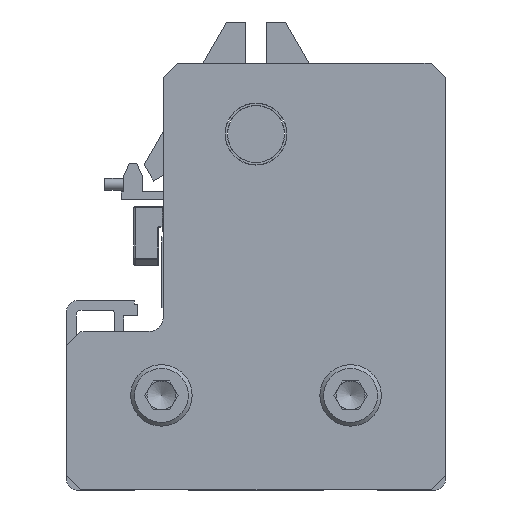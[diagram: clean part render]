
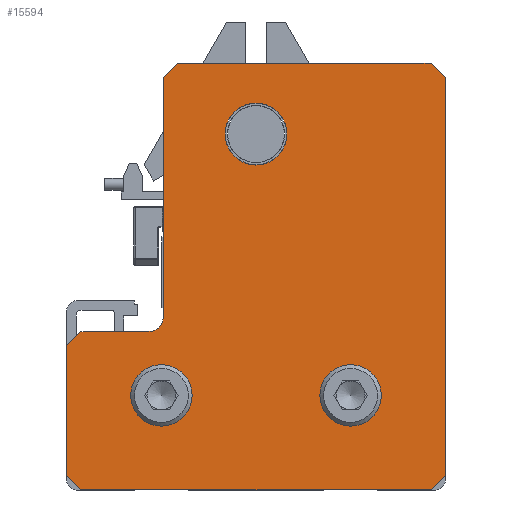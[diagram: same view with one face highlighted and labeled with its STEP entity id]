
A CAD part, left-side view. The second image highlights one B-rep face of the part: STEP entity #15594.
In plain terms, the highlighted planar face has unit normal (-1, 0, 0).
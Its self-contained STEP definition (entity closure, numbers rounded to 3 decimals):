
#346 = VECTOR ( 'NONE', #11058, 1000. ) ;
#390 = ORIENTED_EDGE ( 'NONE', *, *, #21485, .T. ) ;
#633 = VECTOR ( 'NONE', #7832, 1000. ) ;
#640 = VECTOR ( 'NONE', #8678, 1000. ) ;
#647 = DIRECTION ( 'NONE',  ( -1., 0., 0. ) ) ;
#718 = ORIENTED_EDGE ( 'NONE', *, *, #4333, .T. ) ;
#969 = ORIENTED_EDGE ( 'NONE', *, *, #23507, .T. ) ;
#1075 = VECTOR ( 'NONE', #8243, 1000. ) ;
#1329 = CARTESIAN_POINT ( 'NONE',  ( -123., 19.625, 13.5 ) ) ;
#1349 = CARTESIAN_POINT ( 'NONE',  ( -123., 40., 13.5 ) ) ;
#1405 = VERTEX_POINT ( 'NONE', #24811 ) ;
#1408 = LINE ( 'NONE', #9908, #633 ) ;
#1506 = CARTESIAN_POINT ( 'NONE',  ( -123., 19.625, 16.5 ) ) ;
#1553 = CARTESIAN_POINT ( 'NONE',  ( -123., -20., 4.25 ) ) ;
#1633 = DIRECTION ( 'NONE',  ( 0., -1., 0. ) ) ;
#1705 = LINE ( 'NONE', #4234, #640 ) ;
#1779 = AXIS2_PLACEMENT_3D ( 'NONE', #25590, #4012, #4417 ) ;
#1911 = EDGE_CURVE ( 'NONE', #23738, #3894, #1408, .T. ) ;
#2133 = AXIS2_PLACEMENT_3D ( 'NONE', #14110, #20252, #22608 ) ;
#2281 = DIRECTION ( 'NONE',  ( 0., 0.707, -0.707 ) ) ;
#2936 = VERTEX_POINT ( 'NONE', #1506 ) ;
#3086 = ORIENTED_EDGE ( 'NONE', *, *, #13210, .T. ) ;
#3710 = CARTESIAN_POINT ( 'NONE',  ( -123., 16.625, 70.25 ) ) ;
#3894 = VERTEX_POINT ( 'NONE', #11930 ) ;
#3965 = CARTESIAN_POINT ( 'NONE',  ( -123., 37., 13.5 ) ) ;
#4012 = DIRECTION ( 'NONE',  ( 1., 0., 0. ) ) ;
#4234 = CARTESIAN_POINT ( 'NONE',  ( -123., 40., 70.25 ) ) ;
#4333 = EDGE_CURVE ( 'NONE', #3894, #9590, #4432, .T. ) ;
#4382 = CARTESIAN_POINT ( 'NONE',  ( -123., 40., 10.5 ) ) ;
#4390 = EDGE_CURVE ( 'NONE', #2936, #9868, #20146, .T. ) ;
#4417 = DIRECTION ( 'NONE',  ( 0., 0., 1. ) ) ;
#4432 = LINE ( 'NONE', #21679, #346 ) ;
#4462 = VECTOR ( 'NONE', #2281, 1000. ) ;
#4599 = VERTEX_POINT ( 'NONE', #3710 ) ;
#4957 = AXIS2_PLACEMENT_3D ( 'NONE', #18907, #16804, #8331 ) ;
#5719 = DIRECTION ( 'NONE',  ( 0., -0.707, 0.707 ) ) ;
#5777 = CARTESIAN_POINT ( 'NONE',  ( -123., 37., -20. ) ) ;
#5863 = VECTOR ( 'NONE', #8481, 1000. ) ;
#5887 = VERTEX_POINT ( 'NONE', #1553 ) ;
#6147 = CARTESIAN_POINT ( 'NONE',  ( -123., -40., -17. ) ) ;
#6653 = LINE ( 'NONE', #23373, #5863 ) ;
#7009 = VERTEX_POINT ( 'NONE', #23847 ) ;
#7447 = VECTOR ( 'NONE', #26557, 1000. ) ;
#7711 = EDGE_CURVE ( 'NONE', #5887, #5887, #8388, .T. ) ;
#7832 = DIRECTION ( 'NONE',  ( 0., 0., 1. ) ) ;
#7901 = LINE ( 'NONE', #1349, #22217 ) ;
#8001 = DIRECTION ( 'NONE',  ( -1., 0., 0. ) ) ;
#8026 = VECTOR ( 'NONE', #8309, 1000. ) ;
#8108 = VERTEX_POINT ( 'NONE', #3965 ) ;
#8230 = LINE ( 'NONE', #10682, #11400 ) ;
#8243 = DIRECTION ( 'NONE',  ( 0., 0., -1. ) ) ;
#8309 = DIRECTION ( 'NONE',  ( 0., -1., 0. ) ) ;
#8328 = CARTESIAN_POINT ( 'NONE',  ( -123., -37., 70.25 ) ) ;
#8331 = DIRECTION ( 'NONE',  ( 0., 0., 1. ) ) ;
#8388 = CIRCLE ( 'NONE', #2133, 4.25 ) ;
#8481 = DIRECTION ( 'NONE',  ( 0., 0.707, -0.707 ) ) ;
#8678 = DIRECTION ( 'NONE',  ( 0., 1., 0. ) ) ;
#9212 = VERTEX_POINT ( 'NONE', #5777 ) ;
#9260 = AXIS2_PLACEMENT_3D ( 'NONE', #17484, #647, #11183 ) ;
#9338 = VERTEX_POINT ( 'NONE', #4382 ) ;
#9417 = VERTEX_POINT ( 'NONE', #15682 ) ;
#9563 = ORIENTED_EDGE ( 'NONE', *, *, #16796, .F. ) ;
#9590 = VERTEX_POINT ( 'NONE', #8328 ) ;
#9671 = EDGE_CURVE ( 'NONE', #1405, #1405, #14158, .T. ) ;
#9868 = VERTEX_POINT ( 'NONE', #9942 ) ;
#9899 = ORIENTED_EDGE ( 'NONE', *, *, #15699, .T. ) ;
#9908 = CARTESIAN_POINT ( 'NONE',  ( -123., -40., -20. ) ) ;
#9942 = CARTESIAN_POINT ( 'NONE',  ( -123., 19.625, 67.25 ) ) ;
#10209 = PLANE ( 'NONE',  #24006 ) ;
#10488 = ORIENTED_EDGE ( 'NONE', *, *, #25073, .F. ) ;
#10682 = CARTESIAN_POINT ( 'NONE',  ( -123., 28.5, -28.5 ) ) ;
#11058 = DIRECTION ( 'NONE',  ( 0., 0.707, 0.707 ) ) ;
#11183 = DIRECTION ( 'NONE',  ( 0., 0., 1. ) ) ;
#11400 = VECTOR ( 'NONE', #25345, 1000. ) ;
#11930 = CARTESIAN_POINT ( 'NONE',  ( -123., -40., 67.25 ) ) ;
#11957 = ORIENTED_EDGE ( 'NONE', *, *, #4390, .F. ) ;
#11988 = ORIENTED_EDGE ( 'NONE', *, *, #7711, .F. ) ;
#12248 = CARTESIAN_POINT ( 'NONE',  ( -123., 40., -17. ) ) ;
#12301 = FACE_BOUND ( 'NONE', #22360, .T. ) ;
#12919 = ORIENTED_EDGE ( 'NONE', *, *, #1911, .T. ) ;
#12992 = CARTESIAN_POINT ( 'NONE',  ( -123., 25.25, 25.25 ) ) ;
#13210 = EDGE_CURVE ( 'NONE', #9338, #13216, #14340, .T. ) ;
#13216 = VERTEX_POINT ( 'NONE', #12248 ) ;
#13771 = CIRCLE ( 'NONE', #1779, 3. ) ;
#14109 = DIRECTION ( 'NONE',  ( 0., 0., 1. ) ) ;
#14110 = CARTESIAN_POINT ( 'NONE',  ( -123., -20., 0. ) ) ;
#14158 = CIRCLE ( 'NONE', #9260, 4.25 ) ;
#14251 = CARTESIAN_POINT ( 'NONE',  ( -123., 0., 0. ) ) ;
#14310 = EDGE_LOOP ( 'NONE', ( #9563 ) ) ;
#14340 = LINE ( 'NONE', #16710, #1075 ) ;
#14531 = EDGE_CURVE ( 'NONE', #9590, #4599, #1705, .T. ) ;
#14941 = ORIENTED_EDGE ( 'NONE', *, *, #14531, .T. ) ;
#15311 = EDGE_LOOP ( 'NONE', ( #17111 ) ) ;
#15594 = ADVANCED_FACE ( 'NONE', ( #16627, #20806, #27506, #12301 ), #10209, .T. ) ;
#15682 = CARTESIAN_POINT ( 'NONE',  ( -123., 0., 61.8 ) ) ;
#15699 = EDGE_CURVE ( 'NONE', #8108, #9338, #23317, .T. ) ;
#15901 = VERTEX_POINT ( 'NONE', #22864 ) ;
#16513 = EDGE_LOOP ( 'NONE', ( #969, #390, #12919, #718, #14941, #19216, #11957, #22772, #10488, #9899, #3086, #24861 ) ) ;
#16560 = CARTESIAN_POINT ( 'NONE',  ( -123., -28.5, -28.5 ) ) ;
#16627 = FACE_OUTER_BOUND ( 'NONE', #16513, .T. ) ;
#16710 = CARTESIAN_POINT ( 'NONE',  ( -123., 40., -20. ) ) ;
#16796 = EDGE_CURVE ( 'NONE', #9417, #9417, #20964, .T. ) ;
#16804 = DIRECTION ( 'NONE',  ( -1., 0., 0. ) ) ;
#17111 = ORIENTED_EDGE ( 'NONE', *, *, #9671, .F. ) ;
#17484 = CARTESIAN_POINT ( 'NONE',  ( -123., 20., 0. ) ) ;
#18907 = CARTESIAN_POINT ( 'NONE',  ( -123., 0., 55.25 ) ) ;
#19216 = ORIENTED_EDGE ( 'NONE', *, *, #26134, .T. ) ;
#20146 = LINE ( 'NONE', #1329, #7447 ) ;
#20252 = DIRECTION ( 'NONE',  ( -1., 0., 0. ) ) ;
#20418 = EDGE_CURVE ( 'NONE', #13216, #9212, #8230, .T. ) ;
#20607 = LINE ( 'NONE', #16560, #21232 ) ;
#20806 = FACE_BOUND ( 'NONE', #15311, .T. ) ;
#20821 = LINE ( 'NONE', #27390, #8026 ) ;
#20964 = CIRCLE ( 'NONE', #4957, 6.55 ) ;
#21232 = VECTOR ( 'NONE', #5719, 1000. ) ;
#21485 = EDGE_CURVE ( 'NONE', #15901, #23738, #20607, .T. ) ;
#21679 = CARTESIAN_POINT ( 'NONE',  ( -123., -53.625, 53.625 ) ) ;
#22217 = VECTOR ( 'NONE', #1633, 1000. ) ;
#22360 = EDGE_LOOP ( 'NONE', ( #11988 ) ) ;
#22608 = DIRECTION ( 'NONE',  ( 0., 0., 1. ) ) ;
#22772 = ORIENTED_EDGE ( 'NONE', *, *, #25260, .T. ) ;
#22864 = CARTESIAN_POINT ( 'NONE',  ( -123., -37., -20. ) ) ;
#23317 = LINE ( 'NONE', #12992, #4462 ) ;
#23373 = CARTESIAN_POINT ( 'NONE',  ( -123., 43.437, 43.437 ) ) ;
#23507 = EDGE_CURVE ( 'NONE', #9212, #15901, #20821, .T. ) ;
#23738 = VERTEX_POINT ( 'NONE', #6147 ) ;
#23847 = CARTESIAN_POINT ( 'NONE',  ( -123., 22.625, 13.5 ) ) ;
#24006 = AXIS2_PLACEMENT_3D ( 'NONE', #14251, #8001, #14109 ) ;
#24811 = CARTESIAN_POINT ( 'NONE',  ( -123., 20., 4.25 ) ) ;
#24861 = ORIENTED_EDGE ( 'NONE', *, *, #20418, .T. ) ;
#25073 = EDGE_CURVE ( 'NONE', #8108, #7009, #7901, .T. ) ;
#25260 = EDGE_CURVE ( 'NONE', #2936, #7009, #13771, .T. ) ;
#25345 = DIRECTION ( 'NONE',  ( 0., -0.707, -0.707 ) ) ;
#25590 = CARTESIAN_POINT ( 'NONE',  ( -123., 22.625, 16.5 ) ) ;
#26134 = EDGE_CURVE ( 'NONE', #4599, #9868, #6653, .T. ) ;
#26557 = DIRECTION ( 'NONE',  ( 0., 0., 1. ) ) ;
#27390 = CARTESIAN_POINT ( 'NONE',  ( -123., 40., -20. ) ) ;
#27506 = FACE_BOUND ( 'NONE', #14310, .T. ) ;
